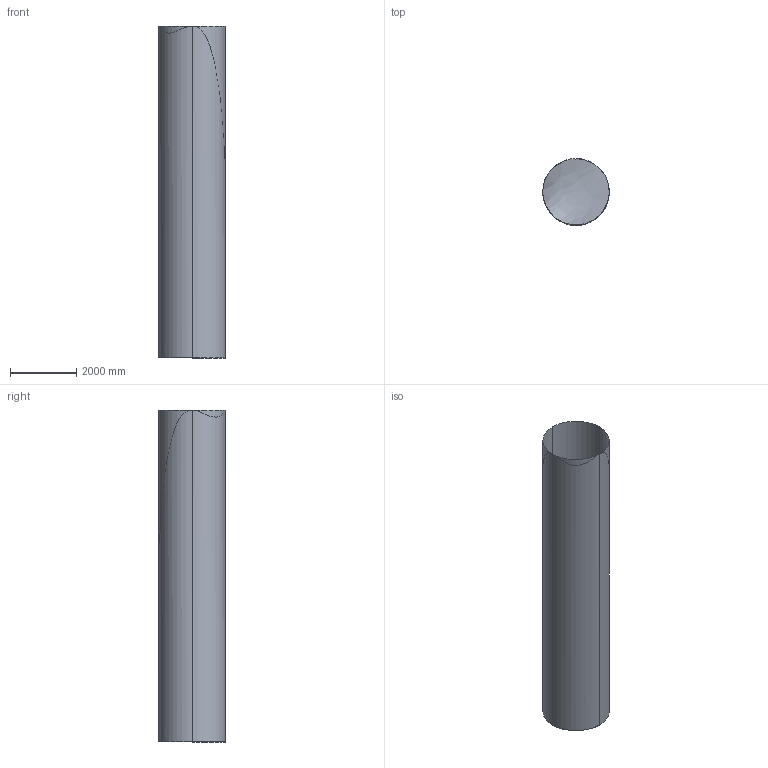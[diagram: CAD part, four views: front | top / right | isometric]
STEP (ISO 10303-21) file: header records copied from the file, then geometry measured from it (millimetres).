
FILE_DESCRIPTION(/* description */ (''),/* implementation_level */ '2;1');
FILE_NAME(/* name */ 'TEST_P~1',/* time_stamp */ '2016-11-03T10:38:00+01:00',/* author */ (''),/* organization */ (''),/* preprocessor_version */ 'ST-DEVELOPER v15',/* originating_system */ '',/* authorisation */ '');
FILE_SCHEMA (('CONFIG_CONTROL_DESIGN'));
Length unit declared in the file: millimetre
Products named in the file (1): Document
Bounding box: 2000 x 2000 x 10000 mm (x, y, z)
Surface area: 78265355.1 mm2 (no closed solid volume)
Topology: 0 solids, 6 shells, 6 faces, 18 edges, 18 vertices
Faces by surface type: bspline 6
Entity records: 539 total; most frequent: CARTESIAN_POINT 292, ORIENTED_EDGE 18, PCURVE 18, DEFINITIONAL_REPRESENTATION 18, SURFACE_CURVE 18, EDGE_CURVE 18, VERTEX_POINT 18, B_SPLINE_CURVE_WITH_KNOTS 17
